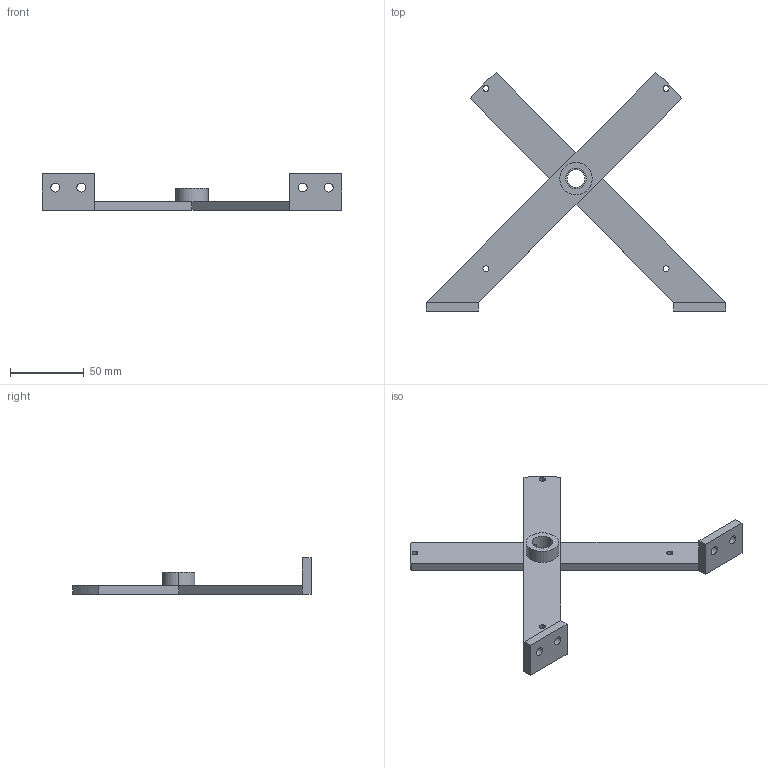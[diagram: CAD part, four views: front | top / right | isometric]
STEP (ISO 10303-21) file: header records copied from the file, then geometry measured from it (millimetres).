
FILE_DESCRIPTION(/* description */ ('VariCAD 2022-1.06 AP-214'),/* implementation_level */ '2;1');
FILE_NAME(/* name */ 'end_cover.stp',/* time_stamp */ '2022-05-08T16:13:39-05:00',/* author */ (''),/* organization */ (''),/* preprocessor_version */ 'VariCAD 2022-1.06',/* originating_system */ 'VariCAD 2022-1.06; kernel version (20180118)',/* authorisation */ '');
FILE_SCHEMA(('AUTOMOTIVE_DESIGN'));
Length unit declared in the file: millimetre
Products named in the file (2): end_cover
Assembly tree (1 placements, depth 2):
  end_cover
    (unnamed)
Bounding box: 203.36 x 161.86 x 25 mm (x, y, z)
Volume: 69552.1 mm3; surface area: 30351.5 mm2
Topology: 1 solids, 1 shells, 56 faces, 138 edges, 86 vertices
Faces by surface type: plane 28, cylinder 28
Entity records: 1786 total; most frequent: CARTESIAN_POINT 336, DIRECTION 304, ORIENTED_EDGE 276, EDGE_CURVE 138, AXIS2_PLACEMENT_3D 110, VERTEX_POINT 86, LINE 84, VECTOR 84
